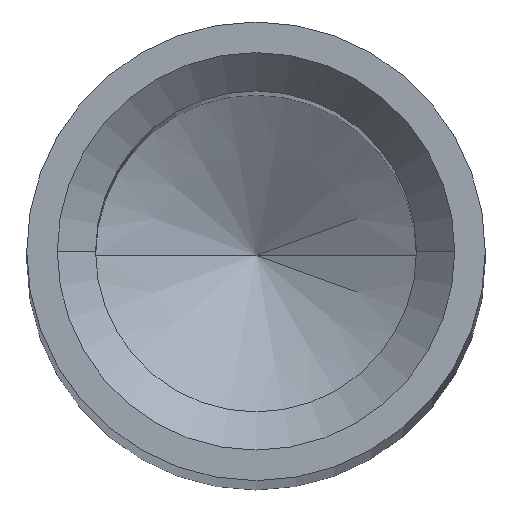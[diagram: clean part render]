
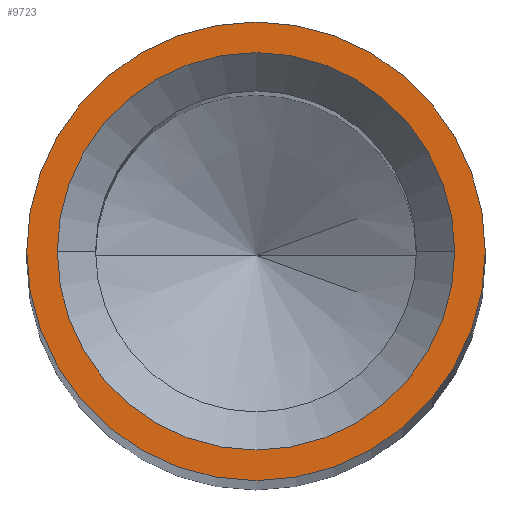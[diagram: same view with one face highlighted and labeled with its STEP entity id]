
A CAD part, top view. The second image highlights one B-rep face of the part: STEP entity #9723.
In plain terms, the highlighted planar face has unit normal (0, 0, 1).
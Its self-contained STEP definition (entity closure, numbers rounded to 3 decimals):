
#1225 = EDGE_LOOP ( 'NONE', ( #5503, #5839 ) ) ;
#1262 = FACE_OUTER_BOUND ( 'NONE', #1225, .T. ) ;
#1605 = CARTESIAN_POINT ( 'NONE',  ( 2.6, 0., 35. ) ) ;
#1876 = AXIS2_PLACEMENT_3D ( 'NONE', #11033, #12217, #8877 ) ;
#1948 = DIRECTION ( 'NONE',  ( 0., 0., 1. ) ) ;
#2166 = CARTESIAN_POINT ( 'NONE',  ( -3., 0., 35. ) ) ;
#2372 = EDGE_CURVE ( 'NONE', #11704, #4549, #8056, .T. ) ;
#2922 = EDGE_CURVE ( 'NONE', #11333, #13455, #12755, .T. ) ;
#3583 = ORIENTED_EDGE ( 'NONE', *, *, #9231, .T. ) ;
#3761 = AXIS2_PLACEMENT_3D ( 'NONE', #10872, #7419, #14083 ) ;
#3946 = ORIENTED_EDGE ( 'NONE', *, *, #2922, .T. ) ;
#4549 = VERTEX_POINT ( 'NONE', #6021 ) ;
#5326 = PLANE ( 'NONE',  #8985 ) ;
#5503 = ORIENTED_EDGE ( 'NONE', *, *, #2372, .T. ) ;
#5652 = AXIS2_PLACEMENT_3D ( 'NONE', #10645, #10977, #12796 ) ;
#5839 = ORIENTED_EDGE ( 'NONE', *, *, #8261, .T. ) ;
#6021 = CARTESIAN_POINT ( 'NONE',  ( 3., 0., 35. ) ) ;
#6029 = EDGE_LOOP ( 'NONE', ( #3583, #3946 ) ) ;
#6134 = CIRCLE ( 'NONE', #5652, 3. ) ;
#6221 = DIRECTION ( 'NONE',  ( 0., 0., -1. ) ) ;
#6270 = DIRECTION ( 'NONE',  ( 1., 0., 0. ) ) ;
#6455 = CIRCLE ( 'NONE', #1876, 2.6 ) ;
#6588 = CARTESIAN_POINT ( 'NONE',  ( -2.6, 0., 35. ) ) ;
#7419 = DIRECTION ( 'NONE',  ( 0., 0., 1. ) ) ;
#8056 = CIRCLE ( 'NONE', #3761, 3. ) ;
#8261 = EDGE_CURVE ( 'NONE', #4549, #11704, #6134, .T. ) ;
#8699 = CARTESIAN_POINT ( 'NONE',  ( 0., 0., 35. ) ) ;
#8877 = DIRECTION ( 'NONE',  ( 1., 0., 0. ) ) ;
#8985 = AXIS2_PLACEMENT_3D ( 'NONE', #8699, #1948, #9674 ) ;
#9231 = EDGE_CURVE ( 'NONE', #13455, #11333, #6455, .T. ) ;
#9598 = CARTESIAN_POINT ( 'NONE',  ( 0., 0., 35. ) ) ;
#9674 = DIRECTION ( 'NONE',  ( 1., 0., 0. ) ) ;
#9723 = ADVANCED_FACE ( 'NONE', ( #13173, #1262 ), #5326, .T. ) ;
#10645 = CARTESIAN_POINT ( 'NONE',  ( 0., 0., 35. ) ) ;
#10872 = CARTESIAN_POINT ( 'NONE',  ( 0., 0., 35. ) ) ;
#10977 = DIRECTION ( 'NONE',  ( 0., 0., 1. ) ) ;
#11033 = CARTESIAN_POINT ( 'NONE',  ( 0., 0., 35. ) ) ;
#11333 = VERTEX_POINT ( 'NONE', #6588 ) ;
#11704 = VERTEX_POINT ( 'NONE', #2166 ) ;
#12217 = DIRECTION ( 'NONE',  ( 0., 0., -1. ) ) ;
#12755 = CIRCLE ( 'NONE', #14073, 2.6 ) ;
#12796 = DIRECTION ( 'NONE',  ( 1., 0., 0. ) ) ;
#13173 = FACE_BOUND ( 'NONE', #6029, .T. ) ;
#13455 = VERTEX_POINT ( 'NONE', #1605 ) ;
#14073 = AXIS2_PLACEMENT_3D ( 'NONE', #9598, #6221, #6270 ) ;
#14083 = DIRECTION ( 'NONE',  ( 1., 0., 0. ) ) ;
